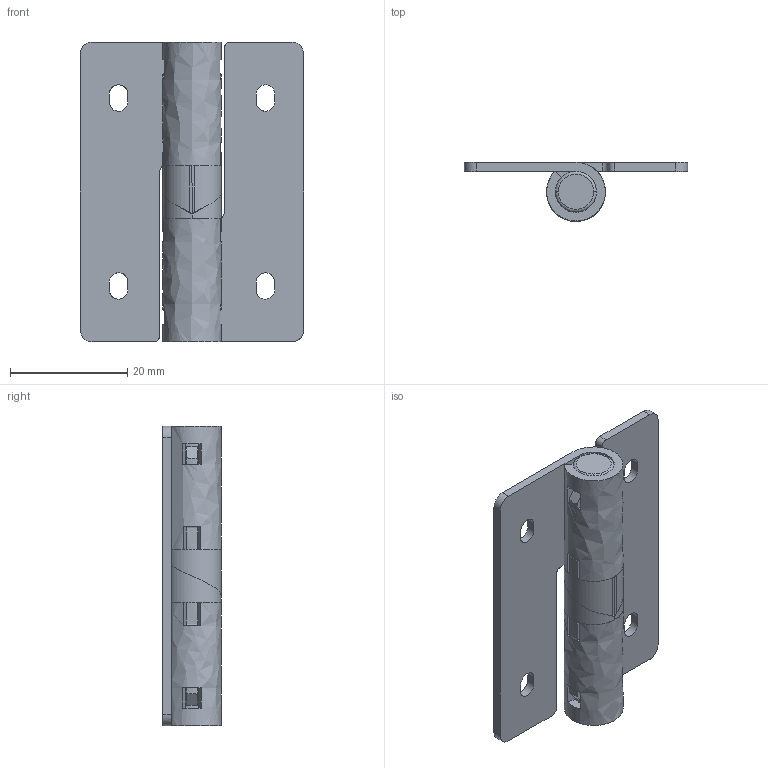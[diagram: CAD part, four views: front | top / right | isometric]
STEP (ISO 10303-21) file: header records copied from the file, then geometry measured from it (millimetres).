
FILE_DESCRIPTION((''),'2;1');
FILE_NAME('','2013-06-28T14:19:35',(''),(''),'','CADfix','');
FILE_SCHEMA(('AUTOMOTIVE_DESIGN { 1 0 10303 214 1 1 1 1 }'));
Length unit declared in the file: millimetre
Bounding box: 38 x 10 x 51 mm (x, y, z)
Volume: 6051.7 mm3; surface area: 6616.6 mm2
Topology: 2 solids, 2 shells, 198 faces, 601 edges, 414 vertices
Faces by surface type: bspline 198
Entity records: 9561 total; most frequent: CARTESIAN_POINT 6038, ORIENTED_EDGE 1202, EDGE_CURVE 601, VERTEX_POINT 414, QUASI_UNIFORM_CURVE 314, EDGE_LOOP 215, FACE_OUTER_BOUND 198, ADVANCED_FACE 198
